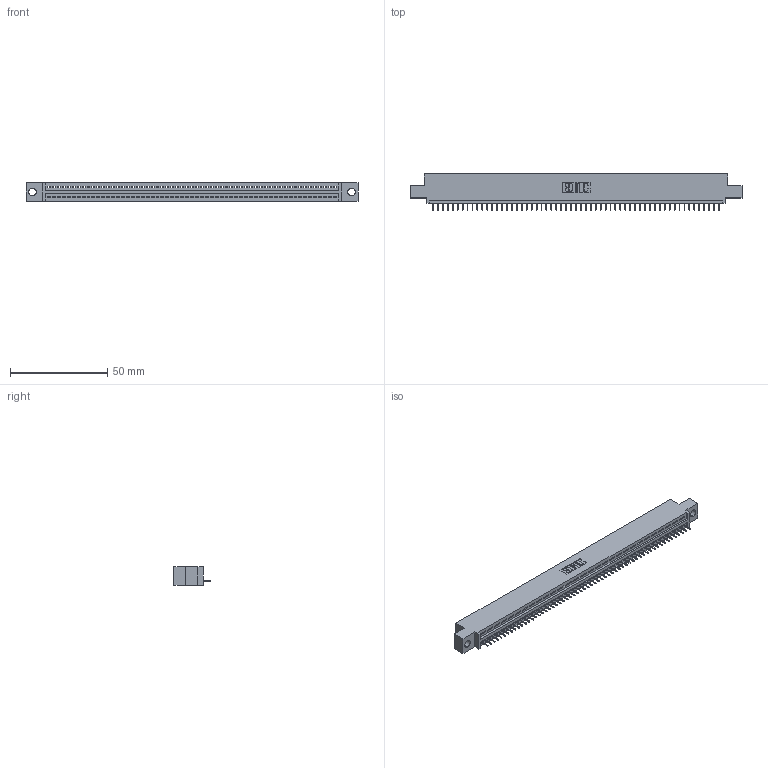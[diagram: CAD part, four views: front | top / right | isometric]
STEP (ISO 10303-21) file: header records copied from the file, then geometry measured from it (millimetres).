
FILE_DESCRIPTION (( 'STEP AP203' ), '1' );
FILE_NAME ('845-059-525-404.STEP', '2020-09-23T14:41:37', ( '' ), ( '' ), 'SwSTEP 2.0', 'SolidWorks 2020', '' );
FILE_SCHEMA (( 'CONFIG_CONTROL_DESIGN' ));
Length unit declared in the file: inch
Products named in the file (3): 845 Part_0.110 Offset - 0.156 Dia-TH; 845-059-525-404; 345-292-001_345-293-125
Assembly tree (60 placements, depth 2):
  845-059-525-404
    845 Part_0.110 Offset - 0.156 Dia-TH
    345-292-001_345-293-125  x59
Bounding box: 171.07 x 18.72 x 9.4 mm (x, y, z)
Volume: 15985.5 mm3; surface area: 20561.6 mm2
Topology: 60 solids, 60 shells, 3788 faces, 10973 edges, 7078 vertices
Faces by surface type: plane 2798, cylinder 990
Entity records: 42325 total; most frequent: CARTESIAN_POINT 7337, ORIENTED_EDGE 7330, DIRECTION 6383, EDGE_CURVE 3665, LINE 3301, VECTOR 3301, VERTEX_POINT 2438, AXIS2_PLACEMENT_3D 1541
